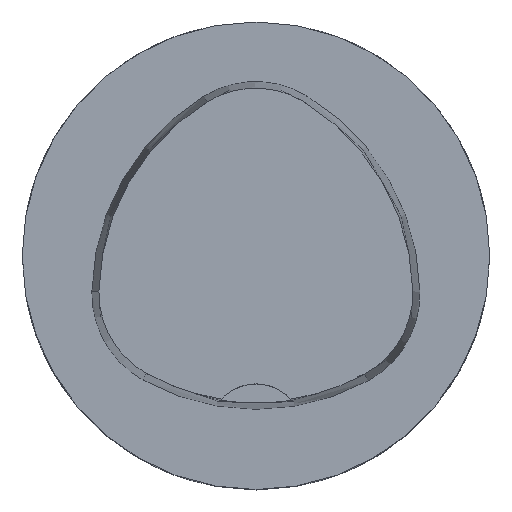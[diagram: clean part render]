
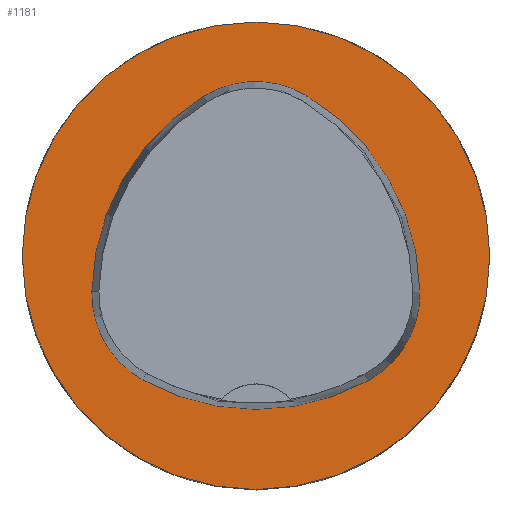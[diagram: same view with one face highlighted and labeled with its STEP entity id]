
A CAD part, top view. The second image highlights one B-rep face of the part: STEP entity #1181.
In plain terms, the highlighted planar face has unit normal (0, 0, 1).
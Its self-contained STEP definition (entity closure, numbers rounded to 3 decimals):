
#244=PLANE('',#5201);
#1181=ADVANCED_FACE('',(#1509,#1510),#244,.T.);
#1509=FACE_BOUND('',#1633,.T.);
#1510=FACE_BOUND('',#1634,.T.);
#1633=EDGE_LOOP('',(#2454,#2455,#2456,#2457,#2458,#2459));
#1634=EDGE_LOOP('',(#2460));
#1940=CIRCLE('',#5178,20.);
#1942=CIRCLE('',#5181,8.5);
#1944=CIRCLE('',#5184,20.);
#1946=CIRCLE('',#5187,8.5);
#1950=CIRCLE('',#5192,20.);
#1952=CIRCLE('',#5195,8.5);
#1955=CIRCLE('',#5200,20.);
#2454=ORIENTED_EDGE('',*,*,#4293,.T.);
#2455=ORIENTED_EDGE('',*,*,#4273,.T.);
#2456=ORIENTED_EDGE('',*,*,#4277,.T.);
#2457=ORIENTED_EDGE('',*,*,#4280,.T.);
#2458=ORIENTED_EDGE('',*,*,#4283,.T.);
#2459=ORIENTED_EDGE('',*,*,#4291,.T.);
#2460=ORIENTED_EDGE('',*,*,#4296,.F.);
#3766=VERTEX_POINT('',#7992);
#3767=VERTEX_POINT('',#7993);
#3770=VERTEX_POINT('',#8001);
#3772=VERTEX_POINT('',#8007);
#3774=VERTEX_POINT('',#8013);
#3781=VERTEX_POINT('',#8034);
#3782=VERTEX_POINT('',#8044);
#4273=EDGE_CURVE('',#3766,#3767,#1940,.T.);
#4277=EDGE_CURVE('',#3767,#3770,#1942,.T.);
#4280=EDGE_CURVE('',#3770,#3772,#1944,.T.);
#4283=EDGE_CURVE('',#3772,#3774,#1946,.T.);
#4291=EDGE_CURVE('',#3774,#3781,#1950,.T.);
#4293=EDGE_CURVE('',#3781,#3766,#1952,.T.);
#4296=EDGE_CURVE('',#3782,#3782,#1955,.T.);
#5178=AXIS2_PLACEMENT_3D('',#7991,#5857,#5858);
#5181=AXIS2_PLACEMENT_3D('',#8000,#5865,#5866);
#5184=AXIS2_PLACEMENT_3D('',#8006,#5872,#5873);
#5187=AXIS2_PLACEMENT_3D('',#8012,#5879,#5880);
#5192=AXIS2_PLACEMENT_3D('',#8035,#5891,#5892);
#5195=AXIS2_PLACEMENT_3D('',#8038,#5897,#5898);
#5200=AXIS2_PLACEMENT_3D('',#8043,#5907,#5908);
#5201=AXIS2_PLACEMENT_3D('',#8045,#5909,#5910);
#5857=DIRECTION('',(0.,0.,-1.));
#5858=DIRECTION('',(-1.,0.,0.));
#5865=DIRECTION('',(0.,0.,-1.));
#5866=DIRECTION('',(-1.,0.,0.));
#5872=DIRECTION('',(0.,0.,-1.));
#5873=DIRECTION('',(-1.,0.,0.));
#5879=DIRECTION('',(0.,0.,-1.));
#5880=DIRECTION('',(-1.,0.,0.));
#5891=DIRECTION('',(0.,0.,-1.));
#5892=DIRECTION('',(-1.,0.,0.));
#5897=DIRECTION('',(0.,0.,-1.));
#5898=DIRECTION('',(-1.,0.,0.));
#5907=DIRECTION('',(0.,0.,-1.));
#5908=DIRECTION('',(-1.,0.,0.));
#5909=DIRECTION('',(0.,0.,1.));
#5910=DIRECTION('',(1.,0.,0.));
#7991=CARTESIAN_POINT('',(5.955,-3.414,0.));
#7992=CARTESIAN_POINT('',(-14.041,-3.042,0.));
#7993=CARTESIAN_POINT('',(-4.472,13.653,0.));
#8000=CARTESIAN_POINT('',(-0.04,6.4,0.));
#8001=CARTESIAN_POINT('',(4.347,13.68,0.));
#8006=CARTESIAN_POINT('',(-5.976,-3.45,0.));
#8007=CARTESIAN_POINT('',(14.021,-3.075,0.));
#8012=CARTESIAN_POINT('',(5.522,-3.235,0.));
#8013=CARTESIAN_POINT('',(9.588,-10.699,0.));
#8034=CARTESIAN_POINT('',(-9.655,-10.639,0.));
#8035=CARTESIAN_POINT('',(0.022,6.864,0.));
#8038=CARTESIAN_POINT('',(-5.543,-3.2,0.));
#8043=CARTESIAN_POINT('',(0.,0.,0.));
#8044=CARTESIAN_POINT('',(-20.,0.,0.));
#8045=CARTESIAN_POINT('',(0.,0.,0.));
